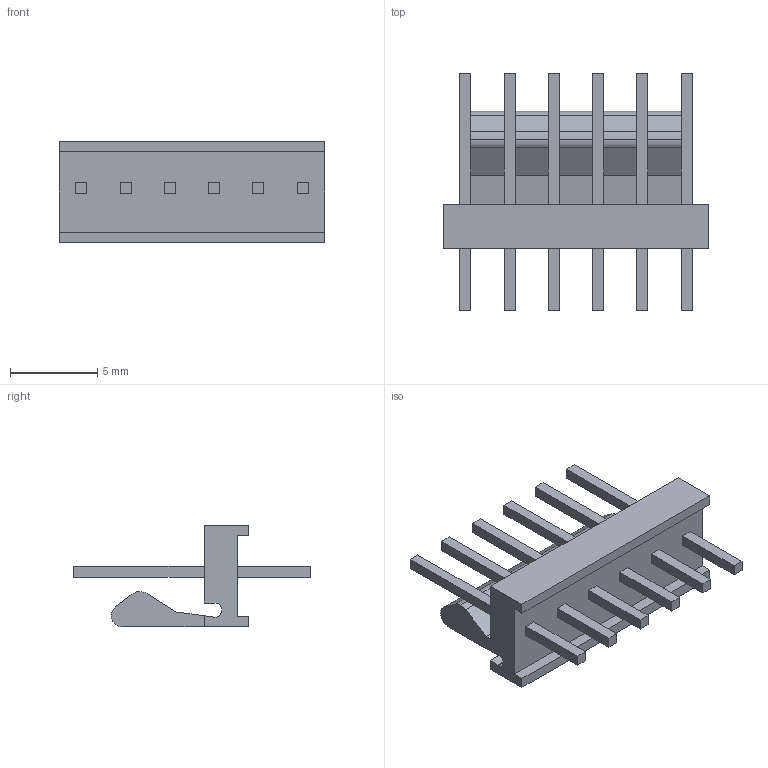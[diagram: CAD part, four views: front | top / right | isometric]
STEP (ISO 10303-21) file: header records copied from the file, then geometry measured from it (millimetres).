
FILE_DESCRIPTION(('STEP AP214'),'1');
FILE_NAME(' ',' ',('TraceParts'),('TraceParts S.A.'),'XStep 1.0',' ',' ');
FILE_SCHEMA(('automotive_design'));
Length unit declared in the file: millimetre
Products named in the file (1): C-0640456-06-3
Bounding box: 15.24 x 13.59 x 5.84 mm (x, y, z)
Volume: 285.4 mm3; surface area: 660.1 mm2
Topology: 1 solids, 1 shells, 83 faces, 207 edges, 138 vertices
Faces by surface type: plane 78, cylinder 5
Entity records: 2446 total; most frequent: CARTESIAN_POINT 429, ORIENTED_EDGE 414, DIRECTION 385, EDGE_CURVE 207, LINE 197, VECTOR 197, VERTEX_POINT 138, EDGE_LOOP 95
